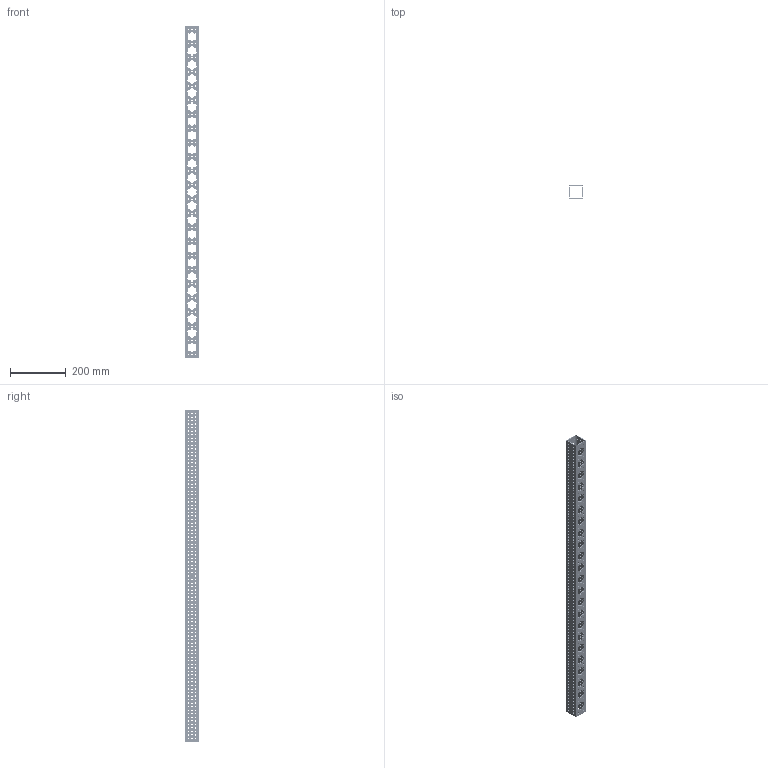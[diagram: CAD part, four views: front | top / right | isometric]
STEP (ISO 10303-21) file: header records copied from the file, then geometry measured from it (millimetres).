
FILE_DESCRIPTION (( 'STEP AP203' ), '1' );
FILE_NAME ('REV-21-3287.STEP', '2023-09-25T18:07:40', ( '' ), ( '' ), 'SwSTEP 2.0', 'SolidWorks 2022', '' );
FILE_SCHEMA (( 'CONFIG_CONTROL_DESIGN' ));
Length unit declared in the file: metre
Products named in the file (1): REV-21-3287
Bounding box: 50.8 x 50.8 x 1193.8 mm (x, y, z)
Volume: 495763.3 mm3; surface area: 489866.2 mm2
Topology: 1 solids, 1 shells, 3474 faces, 10272 edges, 6800 vertices
Faces by surface type: cylinder 3312, cone 144, plane 18
Entity records: 123163 total; most frequent: DIRECTION 23990, CARTESIAN_POINT 20547, ORIENTED_EDGE 20544, EDGE_CURVE 10272, AXIS2_PLACEMENT_3D 10243, VERTEX_POINT 6800, CIRCLE 6768, EDGE_LOOP 4980
